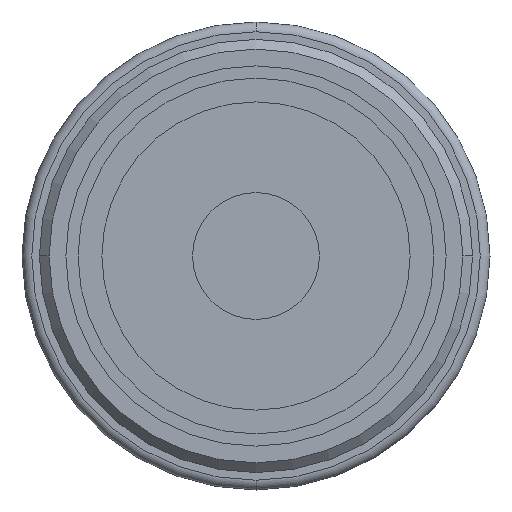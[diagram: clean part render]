
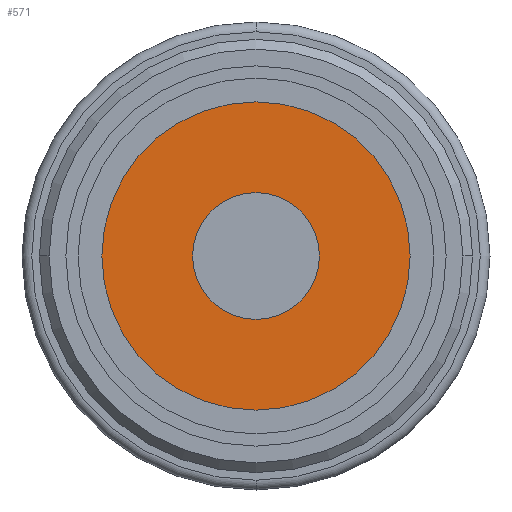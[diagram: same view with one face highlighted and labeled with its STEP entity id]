
A CAD part, left-side view. The second image highlights one B-rep face of the part: STEP entity #571.
In plain terms, the highlighted planar face has unit normal (-1, 0, 0).
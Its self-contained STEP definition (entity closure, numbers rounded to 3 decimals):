
#378=CARTESIAN_POINT('',(-1.5,0.,0.));
#379=DIRECTION('',(-1.,0.,0.));
#380=DIRECTION('',(0.,1.,0.));
#381=AXIS2_PLACEMENT_3D('',#378,#379,#380);
#393=CARTESIAN_POINT('',(-1.5,0.,0.));
#394=DIRECTION('',(-1.,0.,0.));
#395=DIRECTION('',(0.,1.,0.));
#396=AXIS2_PLACEMENT_3D('',#393,#394,#395);
#401=CARTESIAN_POINT('',(-1.5,0.,0.));
#402=DIRECTION('',(-1.,0.,0.));
#403=DIRECTION('',(0.,-1.,0.));
#404=AXIS2_PLACEMENT_3D('',#401,#402,#403);
#469=CARTESIAN_POINT('',(-1.5,0.,0.));
#470=DIRECTION('',(-1.,0.,0.));
#471=DIRECTION('',(0.,-1.,0.));
#472=AXIS2_PLACEMENT_3D('',#469,#470,#471);
#500=CARTESIAN_POINT('',(-1.5,3.25,0.));
#501=CARTESIAN_POINT('',(-1.5,-3.25,0.));
#502=VERTEX_POINT('',#500);
#503=VERTEX_POINT('',#501);
#504=CARTESIAN_POINT('',(-1.5,7.905,
0.));
#505=CARTESIAN_POINT('',(-1.5,-7.905,
0.));
#506=VERTEX_POINT('',#504);
#507=VERTEX_POINT('',#505);
#555=CARTESIAN_POINT('',(-1.5,0.,0.));
#556=DIRECTION('',(1.,0.,0.));
#557=DIRECTION('',(0.,1.,0.));
#558=AXIS2_PLACEMENT_3D('',#555,#556,#557);
#559=PLANE('',#558);
#560=ORIENTED_EDGE('',*,*,#538,.F.);
#562=ORIENTED_EDGE('',*,*,#561,.F.);
#563=EDGE_LOOP('',(#560,#562));
#564=FACE_OUTER_BOUND('',#563,.F.);
#566=ORIENTED_EDGE('',*,*,#565,.T.);
#568=ORIENTED_EDGE('',*,*,#567,.T.);
#569=EDGE_LOOP('',(#566,#568));
#570=FACE_BOUND('',#569,.F.);
#382=CIRCLE('',#381,7.905);
#397=CIRCLE('',#396,3.25);
#405=CIRCLE('',#404,3.25);
#473=CIRCLE('',#472,7.905);
#538=EDGE_CURVE('',#506,#507,#382,.T.);
#561=EDGE_CURVE('',#507,#506,#473,.T.);
#565=EDGE_CURVE('',#502,#503,#397,.T.);
#567=EDGE_CURVE('',#503,#502,#405,.T.);
#571=ADVANCED_FACE('',(#564,#570),#559,.F.);
